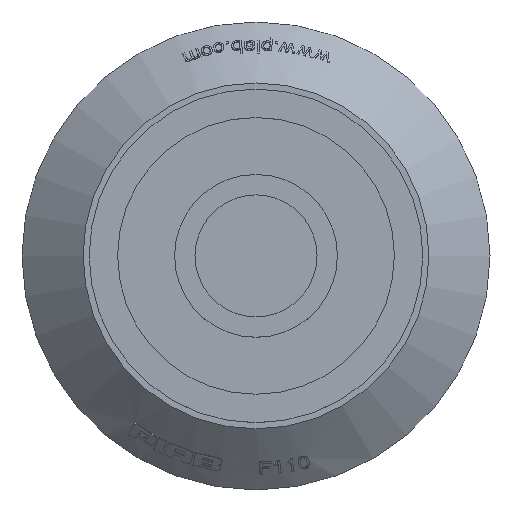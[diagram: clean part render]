
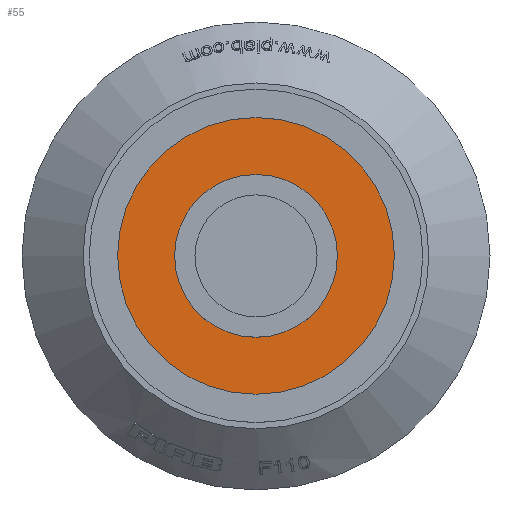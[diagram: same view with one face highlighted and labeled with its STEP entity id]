
A CAD part, top view. The second image highlights one B-rep face of the part: STEP entity #55.
In plain terms, the highlighted planar face has unit normal (0, 0, 1).
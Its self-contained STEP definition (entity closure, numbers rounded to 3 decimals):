
#55 = ADVANCED_FACE( '', ( #371, #372 ), #373, .F. );
#371 = FACE_OUTER_BOUND( '', #1019, .T. );
#372 = FACE_BOUND( '', #1020, .T. );
#373 = PLANE( '', #1021 );
#1019 = EDGE_LOOP( '', ( #1801 ) );
#1020 = EDGE_LOOP( '', ( #1802 ) );
#1021 = AXIS2_PLACEMENT_3D( '', #1803, #1804, #1805 );
#1801 = ORIENTED_EDGE( '', *, *, #4601, .F. );
#1802 = ORIENTED_EDGE( '', *, *, #4600, .T. );
#1803 = CARTESIAN_POINT( '', ( 20., 0., -6. ) );
#1804 = DIRECTION( '', ( 0., 0., -1. ) );
#1805 = DIRECTION( '', ( -1., 0., 0. ) );
#4600 = EDGE_CURVE( '', #5416, #5416, #5417, .T. );
#4601 = EDGE_CURVE( '', #5418, #5418, #5419, .T. );
#5416 = VERTEX_POINT( '', #6814 );
#5417 = CIRCLE( '', #6815, 20. );
#5418 = VERTEX_POINT( '', #6816 );
#5419 = CIRCLE( '', #6817, 37. );
#6814 = CARTESIAN_POINT( '', ( -20., 0., -6. ) );
#6815 = AXIS2_PLACEMENT_3D( '', #10681, #10682, #10683 );
#6816 = CARTESIAN_POINT( '', ( -37., 0., -6. ) );
#6817 = AXIS2_PLACEMENT_3D( '', #10684, #10685, #10686 );
#10681 = CARTESIAN_POINT( '', ( 0., 0., -6. ) );
#10682 = DIRECTION( '', ( 0., 0., -1. ) );
#10683 = DIRECTION( '', ( -1., 0., 0. ) );
#10684 = CARTESIAN_POINT( '', ( 0., 0., -6. ) );
#10685 = DIRECTION( '', ( 0., 0., -1. ) );
#10686 = DIRECTION( '', ( -1., 0., 0. ) );
